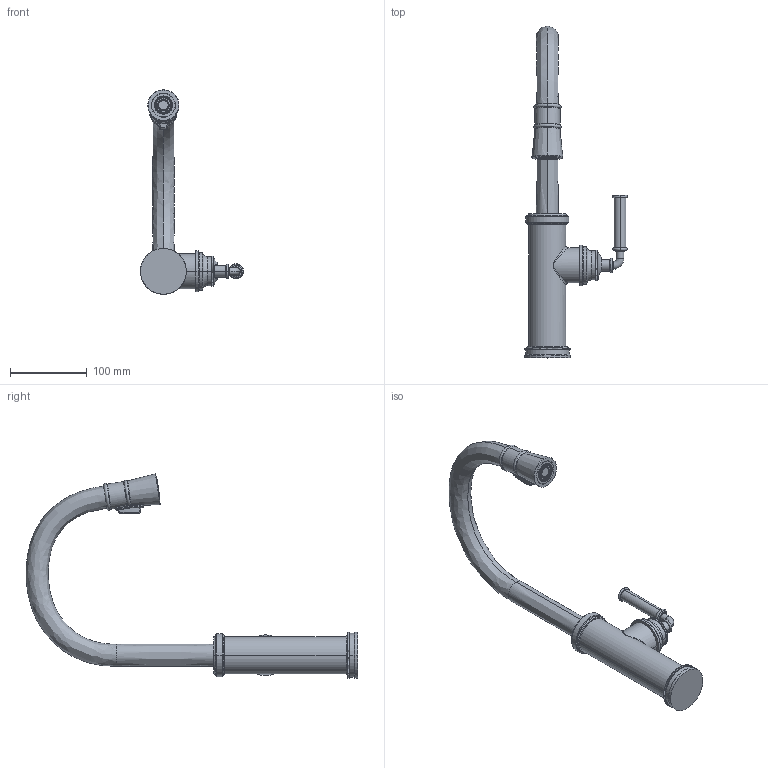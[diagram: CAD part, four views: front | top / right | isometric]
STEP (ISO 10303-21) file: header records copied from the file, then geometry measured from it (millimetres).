
FILE_DESCRIPTION((''),'2;1');
FILE_NAME('2940-5103','2021-04-08T12:03:03',('jinson.thomas'),(''),'CREO PARAMETRIC BY PTC INC, 2018400','CREO PARAMETRIC BY PTC INC, 2018400','');
FILE_SCHEMA(('CONFIG_CONTROL_DESIGN'));
Length unit declared in the file: inch
Products named in the file (1): 2940-5103
Bounding box: 134.28 x 432.85 x 266.59 mm (x, y, z)
Volume: 815818.3 mm3; surface area: 100427.9 mm2
Topology: 1 solids, 1 shells, 995 faces, 2668 edges, 1725 vertices
Faces by surface type: plane 491, cylinder 265, cone 84, torus 81, bspline 56, sphere 18
Entity records: 34415 total; most frequent: CARTESIAN_POINT 9226, ORIENTED_EDGE 5304, DIRECTION 5292, EDGE_CURVE 2652, AXIS2_PLACEMENT_3D 1836, VERTEX_POINT 1725, VECTOR 1620, LINE 1620
